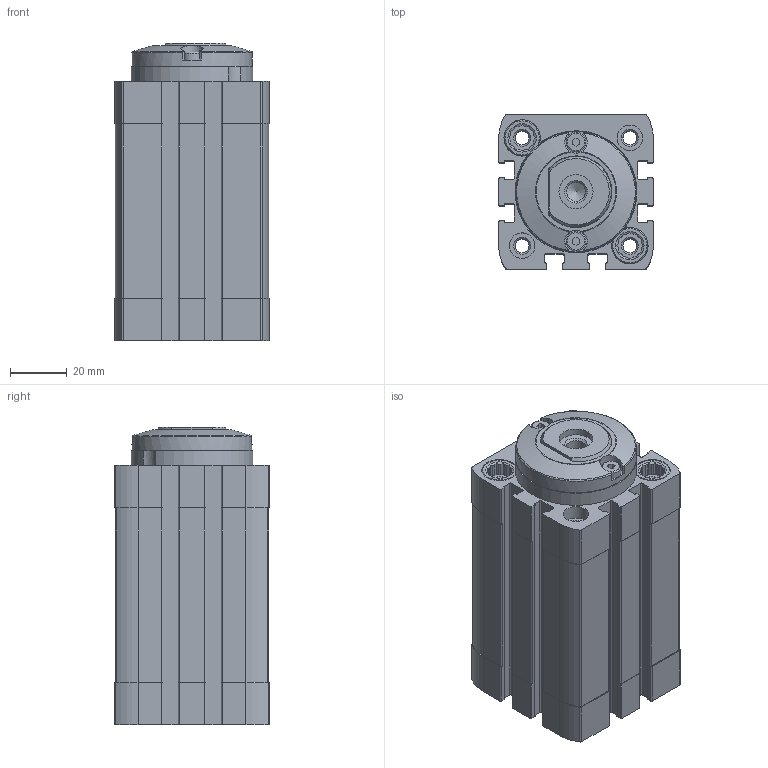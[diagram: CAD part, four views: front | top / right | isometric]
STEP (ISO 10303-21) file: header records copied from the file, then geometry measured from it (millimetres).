
FILE_DESCRIPTION(/* description */ ('STEP AP214'),/* implementation_level */ '2;1');
FILE_NAME(/* name */ '576139_DFSP-Q-40-25-DF-PA',/* time_stamp */ '2024-08-15T22:50:30+02:00',/* author */ ('License CC BY-ND 4.0'),/* organization */ ('CADENAS'),/* preprocessor_version */ 'ST-DEVELOPER v19.3',/* originating_system */ 'PARTsolutions',/* authorisation */ ' ');
FILE_SCHEMA (('AUTOMOTIVE_DESIGN {1 0 10303 214 3 1 1}'));
Length unit declared in the file: millimetre
Products named in the file (5): 576139 DFSP-Q-40-25-DF-PA---(0); 575169 DFSP-Q-40-25_g; 575169 DFSP-Q-40-25-F_ks; 575169 DFSP-40_r; DIN-7984 - M4x8(F)
Assembly tree (5 placements, depth 2):
  576139 DFSP-Q-40-25-DF-PA---(0)
    575169 DFSP-Q-40-25_g
    575169 DFSP-Q-40-25-F_ks
    575169 DFSP-40_r
    DIN-7984 - M4x8(F)  x2
Bounding box: 54.5 x 54.5 x 105 mm (x, y, z)
Volume: 230758.2 mm3; surface area: 63580.5 mm2
Topology: 5 solids, 5 shells, 472 faces, 1276 edges, 844 vertices
Faces by surface type: plane 239, cylinder 194, cone 31, torus 6, sphere 2
Full cylindrical faces by diameter (mm): 3.242 x4, 4 x2, 4.15 x2, 4.917 x8, 6.647 x1, 6.917 x4, 7 x2, 8.566 x2, 9 x5, 12 x1, 12.8 x4, 25 x2, 40 x2, 42.5 x1
Entity records: 14322 total; most frequent: CARTESIAN_POINT 2787, DIRECTION 2387, ORIENTED_EDGE 2318, EDGE_CURVE 1159, AXIS2_PLACEMENT_3D 880, VERTEX_POINT 810, LINE 627, VECTOR 627
